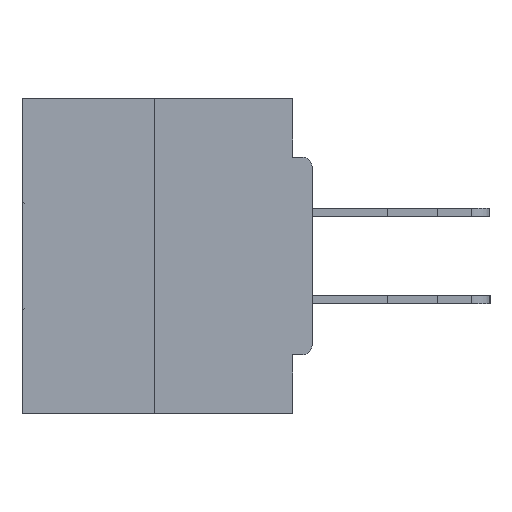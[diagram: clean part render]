
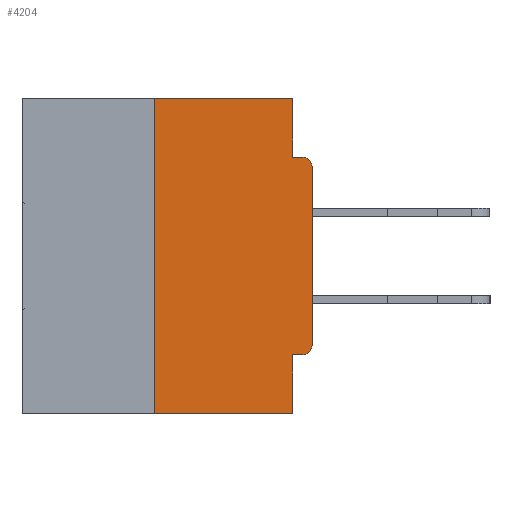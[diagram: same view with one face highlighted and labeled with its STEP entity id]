
A CAD part, left-side view. The second image highlights one B-rep face of the part: STEP entity #4204.
In plain terms, the highlighted planar face has unit normal (-1, 0, 0).
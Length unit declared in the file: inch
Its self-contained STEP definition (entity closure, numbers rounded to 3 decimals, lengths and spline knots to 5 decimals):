
#145 = CARTESIAN_POINT ( 'NONE',  ( 0., 0.46, 0. ) ) ;
#282 = CARTESIAN_POINT ( 'NONE',  ( 0., 0.25, 0. ) ) ;
#342 = VECTOR ( 'NONE', #23737, 39.37008 ) ;
#354 = CARTESIAN_POINT ( 'NONE',  ( 0., 0., -0.4065 ) ) ;
#437 = ORIENTED_EDGE ( 'NONE', *, *, #25318, .F. ) ;
#871 = CARTESIAN_POINT ( 'NONE',  ( 0., 0.015, -0.3915 ) ) ;
#2195 = CARTESIAN_POINT ( 'NONE',  ( 0., 0.031, 0. ) ) ;
#2266 = CARTESIAN_POINT ( 'NONE',  ( 0., 0.46, -0.5 ) ) ;
#2451 = CARTESIAN_POINT ( 'NONE',  ( 0., 0.031, -0.0935 ) ) ;
#2992 = ORIENTED_EDGE ( 'NONE', *, *, #37773, .F. ) ;
#3255 = ORIENTED_EDGE ( 'NONE', *, *, #5760, .F. ) ;
#4204 = ADVANCED_FACE ( 'NONE', ( #15887 ), #19202, .F. ) ;
#4751 = CARTESIAN_POINT ( 'NONE',  ( 0., 0., -0.0935 ) ) ;
#5400 = ORIENTED_EDGE ( 'NONE', *, *, #8287, .F. ) ;
#5481 = CARTESIAN_POINT ( 'NONE',  ( 0., 0.015, -0.1085 ) ) ;
#5760 = EDGE_CURVE ( 'NONE', #11983, #24927, #12834, .T. ) ;
#5792 = CIRCLE ( 'NONE', #8424, 0.015 ) ;
#6574 = CARTESIAN_POINT ( 'NONE',  ( 0., 0., -0.1085 ) ) ;
#6833 = EDGE_LOOP ( 'NONE', ( #5400, #2992, #35038, #16962, #3255, #24007, #20205, #30637, #437, #21954 ) ) ;
#7141 = DIRECTION ( 'NONE',  ( 0., 0., -1. ) ) ;
#7181 = LINE ( 'NONE', #17124, #30873 ) ;
#8114 = DIRECTION ( 'NONE',  ( 0., -1., 0. ) ) ;
#8287 = EDGE_CURVE ( 'NONE', #18024, #28103, #21975, .T. ) ;
#8424 = AXIS2_PLACEMENT_3D ( 'NONE', #5481, #24797, #8610 ) ;
#8610 = DIRECTION ( 'NONE',  ( 0., 0., -1. ) ) ;
#8693 = VERTEX_POINT ( 'NONE', #6574 ) ;
#10246 = VECTOR ( 'NONE', #31168, 39.37008 ) ;
#10258 = VERTEX_POINT ( 'NONE', #26467 ) ;
#10709 = VECTOR ( 'NONE', #13056, 39.37008 ) ;
#11883 = VERTEX_POINT ( 'NONE', #34812 ) ;
#11983 = VERTEX_POINT ( 'NONE', #38978 ) ;
#12834 = LINE ( 'NONE', #354, #10709 ) ;
#13056 = DIRECTION ( 'NONE',  ( 0., 1., 0. ) ) ;
#15043 = DIRECTION ( 'NONE',  ( 0., 0., -1. ) ) ;
#15310 = EDGE_CURVE ( 'NONE', #10258, #8693, #7181, .T. ) ;
#15615 = CARTESIAN_POINT ( 'NONE',  ( 0., 0.25, -0.5 ) ) ;
#15887 = FACE_OUTER_BOUND ( 'NONE', #6833, .T. ) ;
#16962 = ORIENTED_EDGE ( 'NONE', *, *, #17183, .F. ) ;
#17124 = CARTESIAN_POINT ( 'NONE',  ( 0., 0., 0. ) ) ;
#17183 = EDGE_CURVE ( 'NONE', #24927, #22897, #24359, .T. ) ;
#17398 = DIRECTION ( 'NONE',  ( 0., -1., 0. ) ) ;
#17830 = LINE ( 'NONE', #4751, #36914 ) ;
#18024 = VERTEX_POINT ( 'NONE', #31843 ) ;
#18138 = VECTOR ( 'NONE', #8114, 39.37008 ) ;
#19202 = PLANE ( 'NONE',  #21237 ) ;
#19806 = CARTESIAN_POINT ( 'NONE',  ( 0., 0.031, -0.4065 ) ) ;
#20205 = ORIENTED_EDGE ( 'NONE', *, *, #15310, .T. ) ;
#20848 = LINE ( 'NONE', #33582, #21800 ) ;
#20946 = VERTEX_POINT ( 'NONE', #15615 ) ;
#21237 = AXIS2_PLACEMENT_3D ( 'NONE', #32328, #35657, #29211 ) ;
#21800 = VECTOR ( 'NONE', #15043, 39.37008 ) ;
#21954 = ORIENTED_EDGE ( 'NONE', *, *, #32794, .F. ) ;
#21975 = LINE ( 'NONE', #145, #10246 ) ;
#22897 = VERTEX_POINT ( 'NONE', #35033 ) ;
#23631 = EDGE_CURVE ( 'NONE', #20946, #22897, #33500, .T. ) ;
#23737 = DIRECTION ( 'NONE',  ( 0., 0., -1. ) ) ;
#24007 = ORIENTED_EDGE ( 'NONE', *, *, #25945, .T. ) ;
#24359 = LINE ( 'NONE', #33941, #342 ) ;
#24797 = DIRECTION ( 'NONE',  ( -1., 0., 0. ) ) ;
#24927 = VERTEX_POINT ( 'NONE', #19806 ) ;
#25318 = EDGE_CURVE ( 'NONE', #40392, #11883, #17830, .T. ) ;
#25945 = EDGE_CURVE ( 'NONE', #11983, #10258, #26963, .T. ) ;
#26467 = CARTESIAN_POINT ( 'NONE',  ( 0., 0., -0.3915 ) ) ;
#26688 = DIRECTION ( 'NONE',  ( 0., 0., 1. ) ) ;
#26963 = CIRCLE ( 'NONE', #32301, 0.015 ) ;
#28103 = VERTEX_POINT ( 'NONE', #2195 ) ;
#29211 = DIRECTION ( 'NONE',  ( 0., 0., -1. ) ) ;
#30637 = ORIENTED_EDGE ( 'NONE', *, *, #31588, .T. ) ;
#30873 = VECTOR ( 'NONE', #26688, 39.37008 ) ;
#31168 = DIRECTION ( 'NONE',  ( 0., -1., 0. ) ) ;
#31588 = EDGE_CURVE ( 'NONE', #8693, #11883, #5792, .T. ) ;
#31843 = CARTESIAN_POINT ( 'NONE',  ( 0., 0.25, 0. ) ) ;
#31915 = DIRECTION ( 'NONE',  ( 0., 0., 1. ) ) ;
#32301 = AXIS2_PLACEMENT_3D ( 'NONE', #871, #35624, #7141 ) ;
#32328 = CARTESIAN_POINT ( 'NONE',  ( 0., 0.46, 0. ) ) ;
#32641 = VECTOR ( 'NONE', #31915, 39.37008 ) ;
#32794 = EDGE_CURVE ( 'NONE', #28103, #40392, #20848, .T. ) ;
#33500 = LINE ( 'NONE', #2266, #18138 ) ;
#33582 = CARTESIAN_POINT ( 'NONE',  ( 0., 0.031, 0. ) ) ;
#33941 = CARTESIAN_POINT ( 'NONE',  ( 0., 0.031, -0.5 ) ) ;
#34812 = CARTESIAN_POINT ( 'NONE',  ( 0., 0.015, -0.0935 ) ) ;
#35033 = CARTESIAN_POINT ( 'NONE',  ( 0., 0.031, -0.5 ) ) ;
#35038 = ORIENTED_EDGE ( 'NONE', *, *, #23631, .T. ) ;
#35041 = LINE ( 'NONE', #282, #32641 ) ;
#35624 = DIRECTION ( 'NONE',  ( -1., 0., 0. ) ) ;
#35657 = DIRECTION ( 'NONE',  ( 1., 0., 0. ) ) ;
#36914 = VECTOR ( 'NONE', #17398, 39.37008 ) ;
#37773 = EDGE_CURVE ( 'NONE', #20946, #18024, #35041, .T. ) ;
#38978 = CARTESIAN_POINT ( 'NONE',  ( 0., 0.015, -0.4065 ) ) ;
#40392 = VERTEX_POINT ( 'NONE', #2451 ) ;
